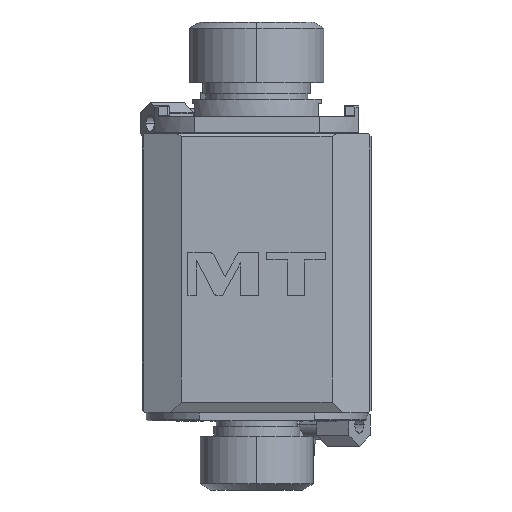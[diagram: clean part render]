
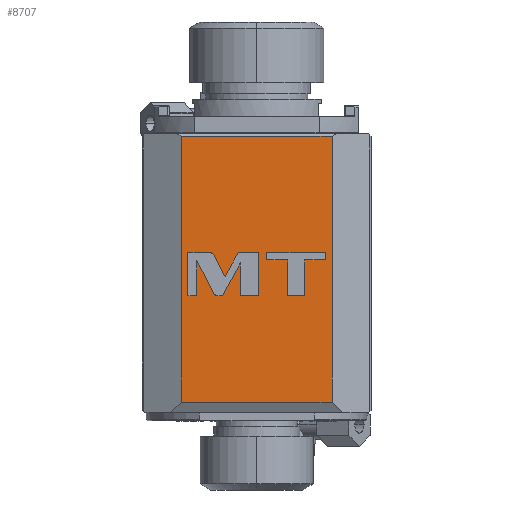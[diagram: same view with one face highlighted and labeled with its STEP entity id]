
A CAD part, left-side view. The second image highlights one B-rep face of the part: STEP entity #8707.
In plain terms, the highlighted planar face has unit normal (-1, 0, 0).
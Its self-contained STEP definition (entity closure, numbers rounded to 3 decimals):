
#1567=DIRECTION('',(0.,1.,0.));
#1568=VECTOR('',#1567,56.);
#1569=CARTESIAN_POINT('',(-99.,-28.,51.2));
#1570=LINE('',#1569,#1568);
#1571=DIRECTION('',(0.,0.,1.));
#1572=VECTOR('',#1571,98.7);
#1573=CARTESIAN_POINT('',(-99.,-28.,-47.5));
#1574=LINE('',#1573,#1572);
#1575=DIRECTION('',(0.,-1.,0.));
#1576=VECTOR('',#1575,56.);
#1577=CARTESIAN_POINT('',(-99.,28.,-47.5));
#1578=LINE('',#1577,#1576);
#1579=DIRECTION('',(0.,0.,1.));
#1580=VECTOR('',#1579,98.7);
#1581=CARTESIAN_POINT('',(-99.,28.,-47.5));
#1582=LINE('',#1581,#1580);
#1583=CARTESIAN_POINT('',(-99.,15.816,6.958));
#1584=CARTESIAN_POINT('',(-99.,16.148,7.601));
#1585=CARTESIAN_POINT('',(-99.,16.804,8.));
#1586=CARTESIAN_POINT('',(-99.,17.528,8.));
#1588=DIRECTION('',(0.,1.,0.));
#1589=VECTOR('',#1588,8.043);
#1590=CARTESIAN_POINT('',(-99.,17.528,8.));
#1591=LINE('',#1590,#1589);
#1592=DIRECTION('',(0.,0.,-1.));
#1593=VECTOR('',#1592,16.);
#1594=CARTESIAN_POINT('',(-99.,25.571,8.));
#1595=LINE('',#1594,#1593);
#1596=DIRECTION('',(0.,-1.,0.));
#1597=VECTOR('',#1596,3.328);
#1598=CARTESIAN_POINT('',(-99.,25.571,-8.));
#1599=LINE('',#1598,#1597);
#1600=DIRECTION('',(0.,0.,1.));
#1601=VECTOR('',#1600,12.962);
#1602=CARTESIAN_POINT('',(-99.,22.243,-8.));
#1603=LINE('',#1602,#1601);
#1604=DIRECTION('',(0.,-0.459,-0.888));
#1605=VECTOR('',#1604,13.419);
#1606=CARTESIAN_POINT('',(-99.,22.243,4.962));
#1607=LINE('',#1606,#1605);
#1608=CARTESIAN_POINT('',(-99.,16.08,-6.958));
#1609=CARTESIAN_POINT('',(-99.,15.747,-7.601));
#1610=CARTESIAN_POINT('',(-99.,15.091,-8.));
#1611=CARTESIAN_POINT('',(-99.,14.367,-8.));
#1613=DIRECTION('',(0.,-1.,0.));
#1614=VECTOR('',#1613,1.669);
#1615=CARTESIAN_POINT('',(-99.,14.367,-8.));
#1616=LINE('',#1615,#1614);
#1617=DIRECTION('',(0.,-0.481,0.877));
#1618=VECTOR('',#1617,13.883);
#1619=CARTESIAN_POINT('',(-99.,12.698,-8.));
#1620=LINE('',#1619,#1618);
#1621=DIRECTION('',(0.,0.,-1.));
#1622=VECTOR('',#1621,12.17);
#1623=CARTESIAN_POINT('',(-99.,6.018,4.17));
#1624=LINE('',#1623,#1622);
#1625=DIRECTION('',(0.,-1.,0.));
#1626=VECTOR('',#1625,6.733);
#1627=CARTESIAN_POINT('',(-99.,6.018,-8.));
#1628=LINE('',#1627,#1626);
#1629=DIRECTION('',(0.,0.,1.));
#1630=VECTOR('',#1629,16.);
#1631=CARTESIAN_POINT('',(-99.,-0.715,-8.));
#1632=LINE('',#1631,#1630);
#1633=DIRECTION('',(0.,1.,0.));
#1634=VECTOR('',#1633,7.59);
#1635=CARTESIAN_POINT('',(-99.,-0.715,8.));
#1636=LINE('',#1635,#1634);
#1637=DIRECTION('',(0.,0.481,-0.877));
#1638=VECTOR('',#1637,10.144);
#1639=CARTESIAN_POINT('',(-99.,6.875,8.));
#1640=LINE('',#1639,#1638);
#1641=DIRECTION('',(0.,0.459,0.888));
#1642=VECTOR('',#1641,8.838);
#1643=CARTESIAN_POINT('',(-99.,11.756,-0.893));
#1644=LINE('',#1643,#1642);
#1645=DIRECTION('',(0.,0.,-1.));
#1646=VECTOR('',#1645,13.275);
#1647=CARTESIAN_POINT('',(-99.,-11.475,5.275));
#1648=LINE('',#1647,#1646);
#1649=DIRECTION('',(0.,-1.,0.));
#1650=VECTOR('',#1649,6.337);
#1651=CARTESIAN_POINT('',(-99.,-11.475,-8.));
#1652=LINE('',#1651,#1650);
#1653=DIRECTION('',(0.,0.,1.));
#1654=VECTOR('',#1653,13.275);
#1655=CARTESIAN_POINT('',(-99.,-17.812,-8.));
#1656=LINE('',#1655,#1654);
#1657=DIRECTION('',(0.,-1.,0.));
#1658=VECTOR('',#1657,7.757);
#1659=CARTESIAN_POINT('',(-99.,-17.812,5.275));
#1660=LINE('',#1659,#1658);
#1661=DIRECTION('',(0.,0.,1.));
#1662=VECTOR('',#1661,2.725);
#1663=CARTESIAN_POINT('',(-99.,-25.569,5.275));
#1664=LINE('',#1663,#1662);
#1665=DIRECTION('',(0.,1.,0.));
#1666=VECTOR('',#1665,21.851);
#1667=CARTESIAN_POINT('',(-99.,-25.569,8.));
#1668=LINE('',#1667,#1666);
#1669=DIRECTION('',(0.,0.,-1.));
#1670=VECTOR('',#1669,2.725);
#1671=CARTESIAN_POINT('',(-99.,-3.718,8.));
#1672=LINE('',#1671,#1670);
#1673=DIRECTION('',(0.,-1.,0.));
#1674=VECTOR('',#1673,7.757);
#1675=CARTESIAN_POINT('',(-99.,-3.718,5.275));
#1676=LINE('',#1675,#1674);
#5715=CARTESIAN_POINT('',(-99.,-28.,-47.5));
#5717=VERTEX_POINT('',#5715);
#5721=CARTESIAN_POINT('',(-99.,28.,-47.5));
#5722=VERTEX_POINT('',#5721);
#5727=CARTESIAN_POINT('',(-99.,-28.,51.2));
#5728=VERTEX_POINT('',#5727);
#5729=CARTESIAN_POINT('',(-99.,28.,51.2));
#5730=VERTEX_POINT('',#5729);
#6897=CARTESIAN_POINT('',(-99.,15.816,6.958));
#6898=VERTEX_POINT('',#6897);
#6899=CARTESIAN_POINT('',(-99.,17.528,8.));
#6900=VERTEX_POINT('',#6899);
#6901=CARTESIAN_POINT('',(-99.,25.571,8.));
#6902=VERTEX_POINT('',#6901);
#6903=CARTESIAN_POINT('',(-99.,25.571,-8.));
#6904=VERTEX_POINT('',#6903);
#6905=CARTESIAN_POINT('',(-99.,22.243,-8.));
#6906=VERTEX_POINT('',#6905);
#6907=CARTESIAN_POINT('',(-99.,22.243,4.962));
#6908=VERTEX_POINT('',#6907);
#6909=CARTESIAN_POINT('',(-99.,16.08,-6.958));
#6910=VERTEX_POINT('',#6909);
#6911=CARTESIAN_POINT('',(-99.,14.367,-8.));
#6912=VERTEX_POINT('',#6911);
#6913=CARTESIAN_POINT('',(-99.,12.698,-8.));
#6914=VERTEX_POINT('',#6913);
#6915=CARTESIAN_POINT('',(-99.,6.018,4.17));
#6916=VERTEX_POINT('',#6915);
#6917=CARTESIAN_POINT('',(-99.,6.018,-8.));
#6918=VERTEX_POINT('',#6917);
#6919=CARTESIAN_POINT('',(-99.,-0.715,-8.));
#6920=VERTEX_POINT('',#6919);
#6921=CARTESIAN_POINT('',(-99.,-0.715,8.));
#6922=VERTEX_POINT('',#6921);
#6923=CARTESIAN_POINT('',(-99.,6.875,8.));
#6924=VERTEX_POINT('',#6923);
#6925=CARTESIAN_POINT('',(-99.,11.756,-0.893));
#6926=VERTEX_POINT('',#6925);
#6927=CARTESIAN_POINT('',(-99.,-11.475,5.275));
#6928=VERTEX_POINT('',#6927);
#6929=CARTESIAN_POINT('',(-99.,-11.475,-8.));
#6930=VERTEX_POINT('',#6929);
#6931=CARTESIAN_POINT('',(-99.,-17.812,-8.));
#6932=VERTEX_POINT('',#6931);
#6933=CARTESIAN_POINT('',(-99.,-17.812,5.275));
#6934=VERTEX_POINT('',#6933);
#6935=CARTESIAN_POINT('',(-99.,-25.569,5.275));
#6936=VERTEX_POINT('',#6935);
#6937=CARTESIAN_POINT('',(-99.,-25.569,8.));
#6938=VERTEX_POINT('',#6937);
#6939=CARTESIAN_POINT('',(-99.,-3.718,8.));
#6940=VERTEX_POINT('',#6939);
#6941=CARTESIAN_POINT('',(-99.,-3.718,5.275));
#6942=VERTEX_POINT('',#6941);
#8645=CARTESIAN_POINT('',(-99.,0.,0.));
#8646=DIRECTION('',(1.,0.,0.));
#8647=DIRECTION('',(0.,1.,0.));
#8648=AXIS2_PLACEMENT_3D('',#8645,#8646,#8647);
#8649=PLANE('',#8648);
#8650=ORIENTED_EDGE('',*,*,#8403,.F.);
#8651=ORIENTED_EDGE('',*,*,#8390,.F.);
#8653=ORIENTED_EDGE('',*,*,#8652,.F.);
#8654=ORIENTED_EDGE('',*,*,#8630,.T.);
#8655=EDGE_LOOP('',(#8650,#8651,#8653,#8654));
#8656=FACE_OUTER_BOUND('',#8655,.F.);
#8658=ORIENTED_EDGE('',*,*,#8657,.T.);
#8660=ORIENTED_EDGE('',*,*,#8659,.T.);
#8662=ORIENTED_EDGE('',*,*,#8661,.T.);
#8664=ORIENTED_EDGE('',*,*,#8663,.T.);
#8666=ORIENTED_EDGE('',*,*,#8665,.T.);
#8668=ORIENTED_EDGE('',*,*,#8667,.T.);
#8670=ORIENTED_EDGE('',*,*,#8669,.T.);
#8672=ORIENTED_EDGE('',*,*,#8671,.T.);
#8674=ORIENTED_EDGE('',*,*,#8673,.T.);
#8676=ORIENTED_EDGE('',*,*,#8675,.T.);
#8678=ORIENTED_EDGE('',*,*,#8677,.T.);
#8680=ORIENTED_EDGE('',*,*,#8679,.T.);
#8682=ORIENTED_EDGE('',*,*,#8681,.T.);
#8684=ORIENTED_EDGE('',*,*,#8683,.T.);
#8686=ORIENTED_EDGE('',*,*,#8685,.T.);
#8687=EDGE_LOOP('',(#8658,#8660,#8662,#8664,#8666,#8668,#8670,#8672,#8674,#8676,
#8678,#8680,#8682,#8684,#8686));
#8688=FACE_BOUND('',#8687,.F.);
#8690=ORIENTED_EDGE('',*,*,#8689,.T.);
#8692=ORIENTED_EDGE('',*,*,#8691,.T.);
#8694=ORIENTED_EDGE('',*,*,#8693,.T.);
#8696=ORIENTED_EDGE('',*,*,#8695,.T.);
#8698=ORIENTED_EDGE('',*,*,#8697,.T.);
#8700=ORIENTED_EDGE('',*,*,#8699,.T.);
#8702=ORIENTED_EDGE('',*,*,#8701,.T.);
#8704=ORIENTED_EDGE('',*,*,#8703,.T.);
#8705=EDGE_LOOP('',(#8690,#8692,#8694,#8696,#8698,#8700,#8702,#8704));
#8706=FACE_BOUND('',#8705,.F.);
#8707=ADVANCED_FACE('',(#8656,#8688,#8706),#8649,.F.);
#1587=B_SPLINE_CURVE_WITH_KNOTS('',3,(#1583,#1584,#1585,#1586),.UNSPECIFIED.,
.F.,.F.,(4,4),(0.,1.),.UNSPECIFIED.);
#1612=B_SPLINE_CURVE_WITH_KNOTS('',3,(#1608,#1609,#1610,#1611),.UNSPECIFIED.,
.F.,.F.,(4,4),(0.,1.),.UNSPECIFIED.);
#8390=EDGE_CURVE('',#5717,#5728,#1574,.T.);
#8403=EDGE_CURVE('',#5728,#5730,#1570,.T.);
#8630=EDGE_CURVE('',#5722,#5730,#1582,.T.);
#8652=EDGE_CURVE('',#5722,#5717,#1578,.T.);
#8657=EDGE_CURVE('',#6898,#6900,#1587,.T.);
#8659=EDGE_CURVE('',#6900,#6902,#1591,.T.);
#8661=EDGE_CURVE('',#6902,#6904,#1595,.T.);
#8663=EDGE_CURVE('',#6904,#6906,#1599,.T.);
#8665=EDGE_CURVE('',#6906,#6908,#1603,.T.);
#8667=EDGE_CURVE('',#6908,#6910,#1607,.T.);
#8669=EDGE_CURVE('',#6910,#6912,#1612,.T.);
#8671=EDGE_CURVE('',#6912,#6914,#1616,.T.);
#8673=EDGE_CURVE('',#6914,#6916,#1620,.T.);
#8675=EDGE_CURVE('',#6916,#6918,#1624,.T.);
#8677=EDGE_CURVE('',#6918,#6920,#1628,.T.);
#8679=EDGE_CURVE('',#6920,#6922,#1632,.T.);
#8681=EDGE_CURVE('',#6922,#6924,#1636,.T.);
#8683=EDGE_CURVE('',#6924,#6926,#1640,.T.);
#8685=EDGE_CURVE('',#6926,#6898,#1644,.T.);
#8689=EDGE_CURVE('',#6928,#6930,#1648,.T.);
#8691=EDGE_CURVE('',#6930,#6932,#1652,.T.);
#8693=EDGE_CURVE('',#6932,#6934,#1656,.T.);
#8695=EDGE_CURVE('',#6934,#6936,#1660,.T.);
#8697=EDGE_CURVE('',#6936,#6938,#1664,.T.);
#8699=EDGE_CURVE('',#6938,#6940,#1668,.T.);
#8701=EDGE_CURVE('',#6940,#6942,#1672,.T.);
#8703=EDGE_CURVE('',#6942,#6928,#1676,.T.);
